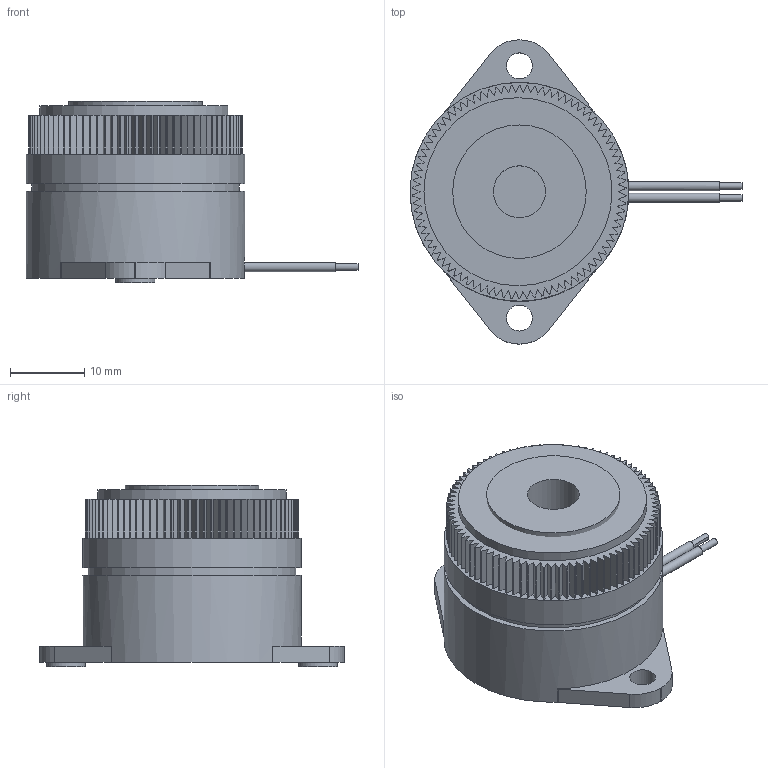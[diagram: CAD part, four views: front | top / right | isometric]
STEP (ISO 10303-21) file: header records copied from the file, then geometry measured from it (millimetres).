
FILE_DESCRIPTION(/* description */ ('Alibre Inc.'),/* implementation_level */ '2;1');
FILE_NAME(/* name */ 'export0',/* time_stamp */ '2018-05-29T20:23:12-05:00',/* author */ (''),/* organization */ (''),/* preprocessor_version */ 'ST-DEVELOPER v17',/* originating_system */ 'Alibre',/* authorisation */ '');
FILE_SCHEMA (('AUTOMOTIVE_DESIGN'));
Length unit declared in the file: centimetre
Bounding box: 44.75 x 41 x 24.5 mm (x, y, z)
Volume: 15483.7 mm3; surface area: 6365 mm2
Topology: 2 solids, 2 shells, 317 faces, 900 edges, 602 vertices
Faces by surface type: plane 202, cylinder 111, bspline 4
Full cylindrical faces by diameter (mm): 0.909 x1, 1.25 x2, 2.5 x4, 3.5 x2, 5.25 x2, 7 x1, 17.35 x1, 18 x1, 25.35 x1, 28 x1, 29.5 x2
Entity records: 9010 total; most frequent: CARTESIAN_POINT 1833, ORIENTED_EDGE 1752, DIRECTION 1003, EDGE_CURVE 876, VECTOR 637, LINE 637, VERTEX_POINT 596, EDGE_LOOP 356
